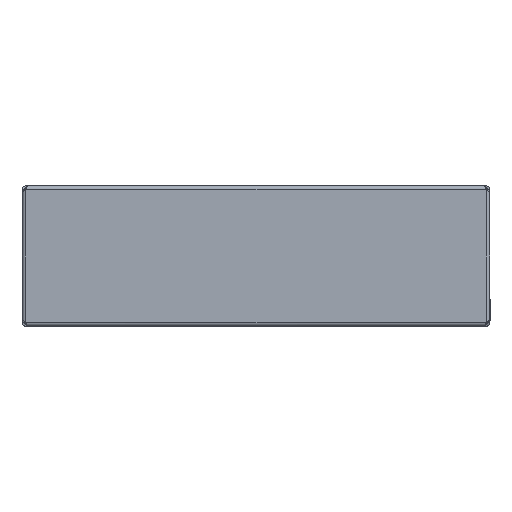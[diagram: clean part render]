
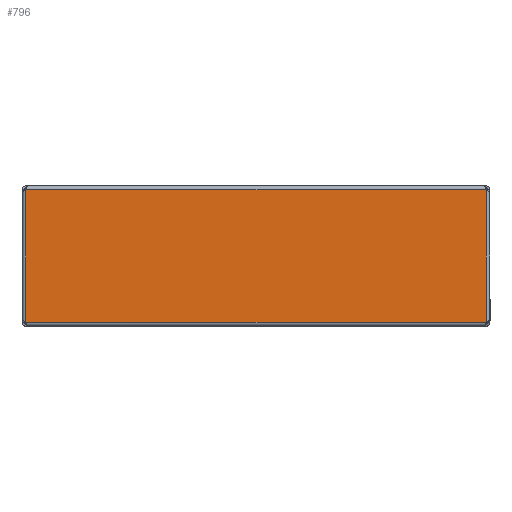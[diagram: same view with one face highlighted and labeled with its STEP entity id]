
A CAD part, front view. The second image highlights one B-rep face of the part: STEP entity #796.
In plain terms, the highlighted planar face has unit normal (0, -1, 0).
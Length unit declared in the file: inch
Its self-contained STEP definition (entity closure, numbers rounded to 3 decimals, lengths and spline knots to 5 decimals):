
#83 = EDGE_CURVE ( 'NONE', #426, #4056, #3285, .T. ) ;
#377 = VECTOR ( 'NONE', #6910, 39.37008 ) ;
#426 = VERTEX_POINT ( 'NONE', #6325 ) ;
#796 = ADVANCED_FACE ( 'NONE', ( #6624 ), #6040, .T. ) ;
#806 = DIRECTION ( 'NONE',  ( 1., 0., 0. ) ) ;
#1102 = CARTESIAN_POINT ( 'NONE',  ( -18.9548, 0., -0.99806 ) ) ;
#1417 = EDGE_CURVE ( 'NONE', #4056, #7150, #2377, .T. ) ;
#1600 = AXIS2_PLACEMENT_3D ( 'NONE', #7164, #4232, #5388 ) ;
#2375 = LINE ( 'NONE', #5188, #6921 ) ;
#2377 = LINE ( 'NONE', #1102, #4466 ) ;
#2890 = CARTESIAN_POINT ( 'NONE',  ( -9.83352, 0., -0.99806 ) ) ;
#2965 = EDGE_CURVE ( 'NONE', #7150, #3007, #2375, .T. ) ;
#3007 = VERTEX_POINT ( 'NONE', #7534 ) ;
#3068 = CARTESIAN_POINT ( 'NONE',  ( -18.9548, 0., -6.66504 ) ) ;
#3135 = EDGE_CURVE ( 'NONE', #3007, #426, #5992, .T. ) ;
#3285 = LINE ( 'NONE', #5639, #377 ) ;
#4056 = VERTEX_POINT ( 'NONE', #4155 ) ;
#4155 = CARTESIAN_POINT ( 'NONE',  ( 9.83352, 0., -0.99806 ) ) ;
#4232 = DIRECTION ( 'NONE',  ( 0., -1., 0. ) ) ;
#4304 = ORIENTED_EDGE ( 'NONE', *, *, #83, .T. ) ;
#4418 = ORIENTED_EDGE ( 'NONE', *, *, #3135, .T. ) ;
#4462 = VECTOR ( 'NONE', #806, 39.37008 ) ;
#4466 = VECTOR ( 'NONE', #4650, 39.37008 ) ;
#4650 = DIRECTION ( 'NONE',  ( -1., 0., 0. ) ) ;
#5188 = CARTESIAN_POINT ( 'NONE',  ( -9.83352, 0., 0. ) ) ;
#5388 = DIRECTION ( 'NONE',  ( 0., 0., -1. ) ) ;
#5639 = CARTESIAN_POINT ( 'NONE',  ( 9.83352, 0., 0. ) ) ;
#5992 = LINE ( 'NONE', #3068, #4462 ) ;
#6040 = PLANE ( 'NONE',  #1600 ) ;
#6103 = ORIENTED_EDGE ( 'NONE', *, *, #1417, .T. ) ;
#6325 = CARTESIAN_POINT ( 'NONE',  ( 9.83352, 0., -6.66504 ) ) ;
#6413 = DIRECTION ( 'NONE',  ( 0., 0., -1. ) ) ;
#6624 = FACE_OUTER_BOUND ( 'NONE', #7492, .T. ) ;
#6735 = ORIENTED_EDGE ( 'NONE', *, *, #2965, .T. ) ;
#6910 = DIRECTION ( 'NONE',  ( 0., 0., 1. ) ) ;
#6921 = VECTOR ( 'NONE', #6413, 39.37008 ) ;
#7150 = VERTEX_POINT ( 'NONE', #2890 ) ;
#7164 = CARTESIAN_POINT ( 'NONE',  ( -18.9548, 0., 0. ) ) ;
#7492 = EDGE_LOOP ( 'NONE', ( #6735, #4418, #4304, #6103 ) ) ;
#7534 = CARTESIAN_POINT ( 'NONE',  ( -9.83352, 0., -6.66504 ) ) ;
